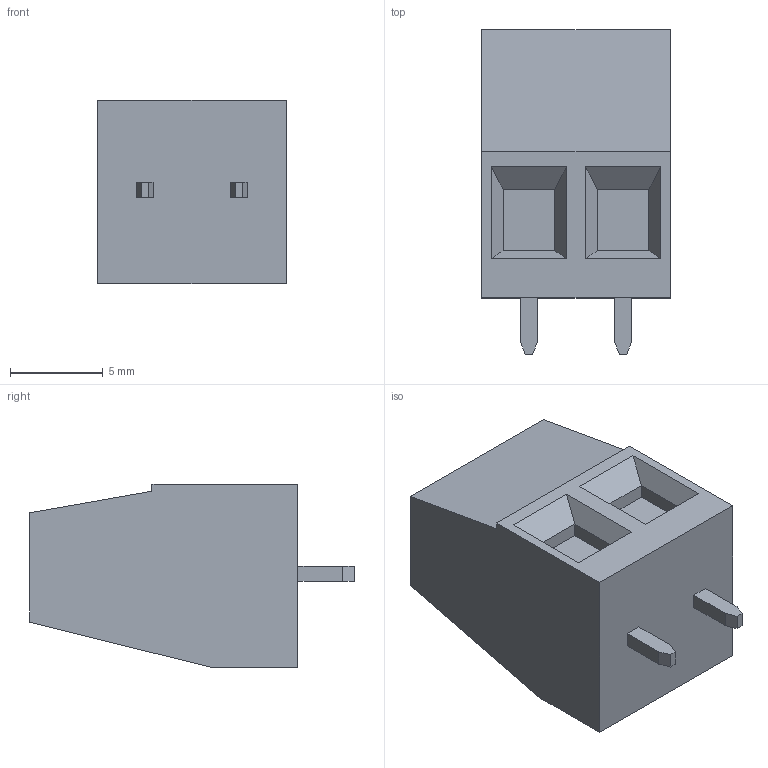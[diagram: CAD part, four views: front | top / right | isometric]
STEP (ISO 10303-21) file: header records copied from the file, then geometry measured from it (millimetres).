
FILE_DESCRIPTION((''),'2;1');
FILE_NAME('395443002','2015-02-24T',('me'),(''),'PRO/ENGINEER BY PARAMETRIC TECHNOLOGY CORPORATION, 2011490','PRO/ENGINEER BY PARAMETRIC TECHNOLOGY CORPORATION, 2011490','');
FILE_SCHEMA(('CONFIG_CONTROL_DESIGN'));
Length unit declared in the file: inch
Products named in the file (1): 395443002
Bounding box: 10.16 x 17.53 x 9.91 mm (x, y, z)
Volume: 1151.5 mm3; surface area: 1000 mm2
Topology: 1 solids, 1 shells, 139 faces, 359 edges, 234 vertices
Faces by surface type: plane 95, cylinder 20, torus 20, cone 4
Entity records: 4276 total; most frequent: CARTESIAN_POINT 785, DIRECTION 723, ORIENTED_EDGE 706, EDGE_CURVE 353, VECTOR 243, LINE 243, AXIS2_PLACEMENT_3D 240, VERTEX_POINT 226
